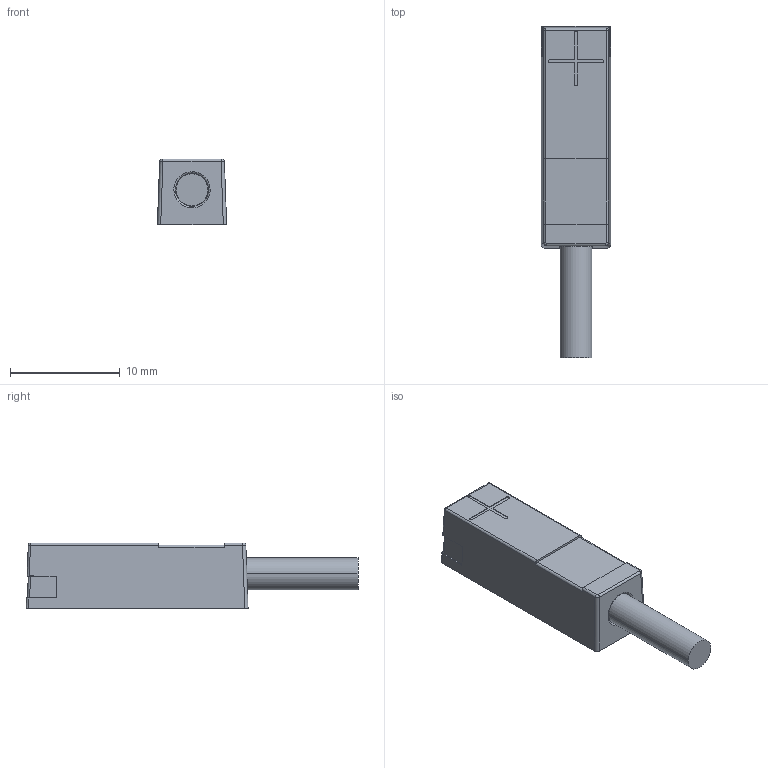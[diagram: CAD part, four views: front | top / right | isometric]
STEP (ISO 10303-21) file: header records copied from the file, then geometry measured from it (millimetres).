
FILE_DESCRIPTION((''),'2;1');
FILE_NAME('TEN06','2022-03-25T',('EDY'),(''),'CREO PARAMETRIC BY PTC INC, 2018070','CREO PARAMETRIC BY PTC INC, 2018070','');
FILE_SCHEMA(('CONFIG_CONTROL_DESIGN'));
Length unit declared in the file: millimetre
Products named in the file (1): TEN06
Bounding box: 6.29 x 30.19 x 6 mm (x, y, z)
Volume: 773.5 mm3; surface area: 735.3 mm2
Topology: 1 solids, 1 shells, 78 faces, 212 edges, 140 vertices
Faces by surface type: plane 44, cylinder 28, bspline 4, sphere 2
Entity records: 2772 total; most frequent: CARTESIAN_POINT 736, ORIENTED_EDGE 420, DIRECTION 374, EDGE_CURVE 210, VERTEX_POINT 140, VECTOR 136, LINE 136, AXIS2_PLACEMENT_3D 119
